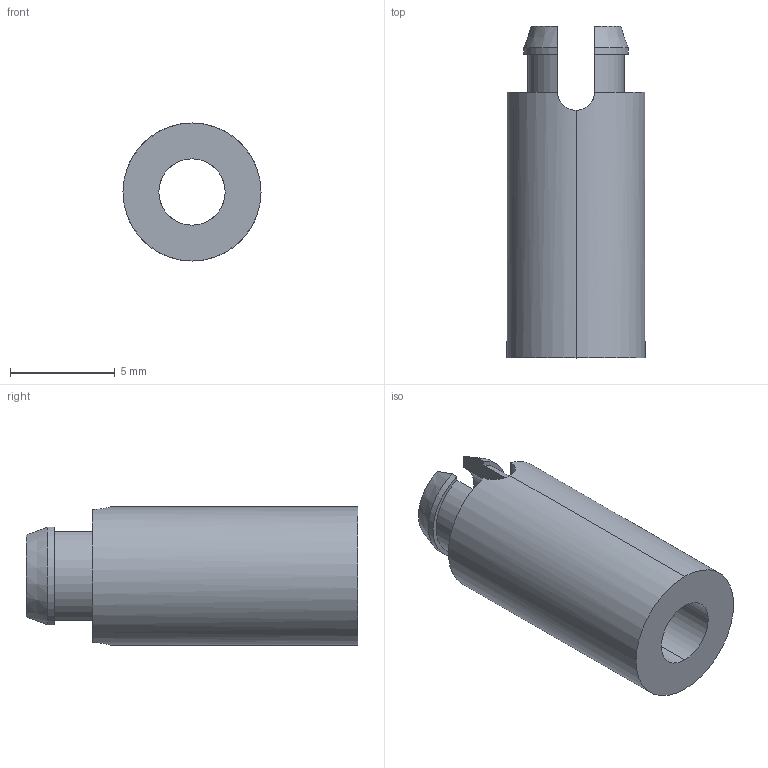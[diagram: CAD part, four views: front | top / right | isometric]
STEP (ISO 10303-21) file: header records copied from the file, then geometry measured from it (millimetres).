
FILE_DESCRIPTION (( 'STEP AP214' ), '1' );
FILE_NAME ('9031.STEP', '2007-12-19T18:41:33', ( 'Richard Maletta' ), ( '' ), 'SwSTEP 2.0', 'SolidWorks 2007', '' );
FILE_SCHEMA (( 'AUTOMOTIVE_DESIGN' ));
Length unit declared in the file: inch
Products named in the file (1): 9031
Bounding box: 6.6 x 15.88 x 6.6 mm (x, y, z)
Volume: 350.6 mm3; surface area: 508 mm2
Topology: 1 solids, 1 shells, 23 faces, 66 edges, 44 vertices
Faces by surface type: plane 11, cylinder 10, cone 2
Entity records: 845 total; most frequent: CARTESIAN_POINT 222, ORIENTED_EDGE 132, DIRECTION 116, EDGE_CURVE 66, VERTEX_POINT 44, AXIS2_PLACEMENT_3D 42, VECTOR 32, LINE 32
